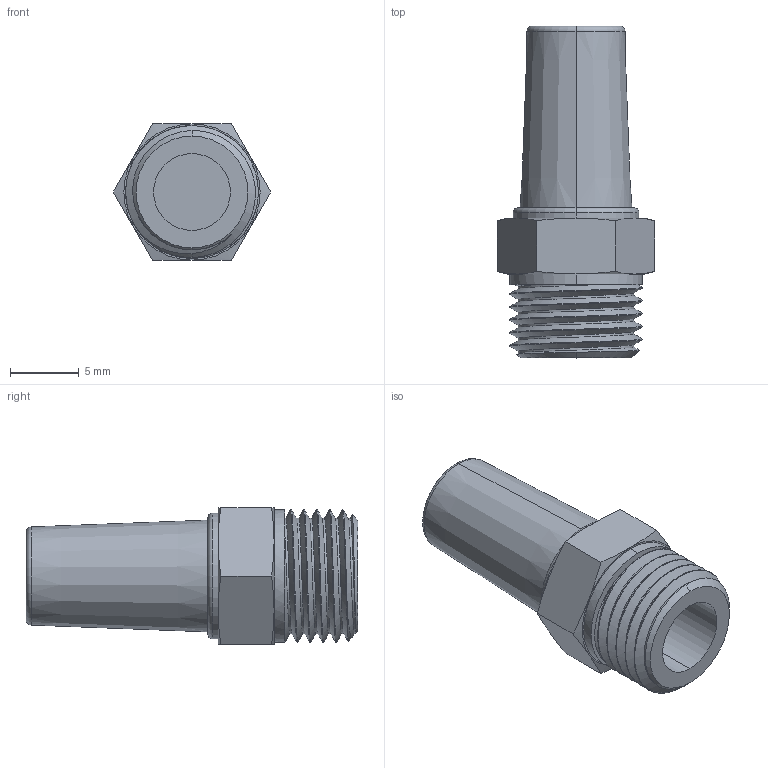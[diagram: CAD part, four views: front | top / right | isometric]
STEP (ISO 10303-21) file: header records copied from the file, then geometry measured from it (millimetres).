
FILE_DESCRIPTION (( 'STEP AP203' ), '1' );
FILE_NAME ('SBC-18R.step', '2016-02-15T20:18:35', ( '' ), ( '' ), 'SwSTEP 2.0', 'SolidWorks 2015', '' );
FILE_SCHEMA (( 'CONFIG_CONTROL_DESIGN' ));
Length unit declared in the file: inch
Products named in the file (1): SBC-18R
Bounding box: 11.44 x 24.13 x 9.91 mm (x, y, z)
Volume: 730.9 mm3; surface area: 1343.9 mm2
Topology: 1 solids, 1 shells, 55 faces, 128 edges, 80 vertices
Faces by surface type: cone 19, cylinder 15, plane 14, torus 4, bspline 3
Entity records: 2806 total; most frequent: CARTESIAN_POINT 1583, ORIENTED_EDGE 256, DIRECTION 220, EDGE_CURVE 128, AXIS2_PLACEMENT_3D 96, VERTEX_POINT 80, EDGE_LOOP 60, ADVANCED_FACE 55
